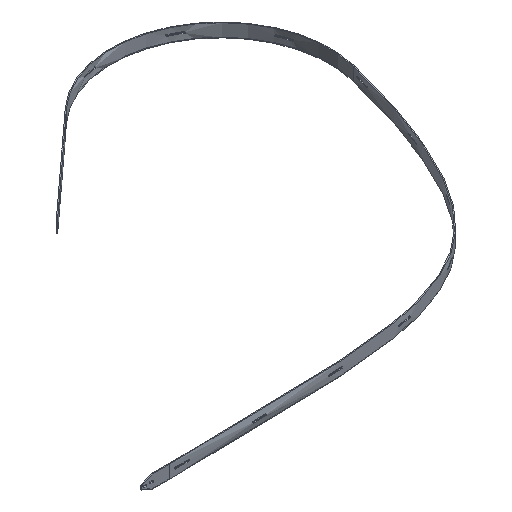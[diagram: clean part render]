
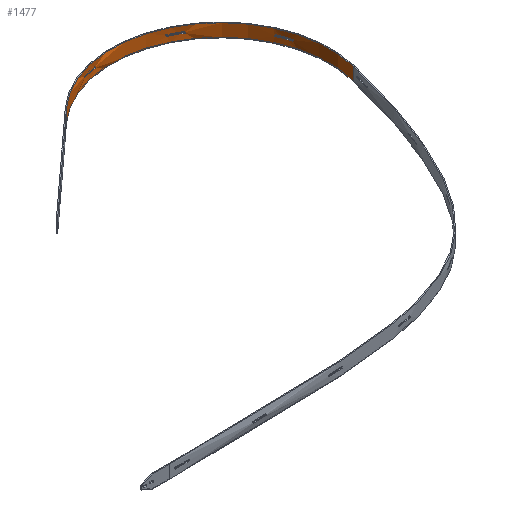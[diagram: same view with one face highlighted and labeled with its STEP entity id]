
A CAD part, isometric view. The second image highlights one B-rep face of the part: STEP entity #1477.
In plain terms, the highlighted cylindrical face has radius 250 mm (diameter 500 mm), a partial arc.
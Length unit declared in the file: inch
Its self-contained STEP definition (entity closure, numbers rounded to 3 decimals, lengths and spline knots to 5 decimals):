
#76=FACE_BOUND('',#227,.T.);
#77=FACE_BOUND('',#228,.T.);
#78=FACE_BOUND('',#229,.T.);
#91=CIRCLE('',#1560,9.84252);
#94=CIRCLE('',#1567,9.84252);
#101=CIRCLE('',#1580,9.84252);
#102=CIRCLE('',#1581,9.84252);
#103=CIRCLE('',#1582,9.84252);
#104=CIRCLE('',#1583,9.84252);
#105=CIRCLE('',#1584,9.84252);
#106=CIRCLE('',#1585,9.84252);
#110=CYLINDRICAL_SURFACE('',#1579,9.84252);
#129=FACE_OUTER_BOUND('',#226,.T.);
#226=EDGE_LOOP('',(#1135,#1136,#1137,#1138));
#227=EDGE_LOOP('',(#1139,#1140,#1141,#1142));
#228=EDGE_LOOP('',(#1143,#1144,#1145,#1146));
#229=EDGE_LOOP('',(#1147,#1148,#1149,#1150));
#329=LINE('',#2359,#485);
#370=LINE('',#2680,#526);
#371=LINE('',#2685,#527);
#372=LINE('',#2688,#528);
#373=LINE('',#2693,#529);
#374=LINE('',#2696,#530);
#375=LINE('',#2701,#531);
#376=LINE('',#2704,#532);
#485=VECTOR('',#1733,1.);
#526=VECTOR('',#1798,1.);
#527=VECTOR('',#1801,1.);
#528=VECTOR('',#1804,1.);
#529=VECTOR('',#1807,1.);
#530=VECTOR('',#1810,1.);
#531=VECTOR('',#1813,1.);
#532=VECTOR('',#1816,1.);
#631=VERTEX_POINT('',#2076);
#632=VERTEX_POINT('',#2104);
#641=VERTEX_POINT('',#2274);
#642=VERTEX_POINT('',#2276);
#719=VERTEX_POINT('',#2681);
#720=VERTEX_POINT('',#2682);
#721=VERTEX_POINT('',#2684);
#722=VERTEX_POINT('',#2686);
#723=VERTEX_POINT('',#2689);
#724=VERTEX_POINT('',#2690);
#725=VERTEX_POINT('',#2692);
#726=VERTEX_POINT('',#2694);
#727=VERTEX_POINT('',#2697);
#728=VERTEX_POINT('',#2698);
#729=VERTEX_POINT('',#2700);
#730=VERTEX_POINT('',#2702);
#785=EDGE_CURVE('',#631,#632,#91,.T.);
#799=EDGE_CURVE('',#642,#641,#94,.T.);
#801=EDGE_CURVE('',#642,#631,#329,.T.);
#880=EDGE_CURVE('',#641,#632,#370,.T.);
#881=EDGE_CURVE('',#719,#720,#101,.T.);
#882=EDGE_CURVE('',#720,#721,#371,.T.);
#883=EDGE_CURVE('',#721,#722,#102,.T.);
#884=EDGE_CURVE('',#722,#719,#372,.T.);
#885=EDGE_CURVE('',#723,#724,#103,.T.);
#886=EDGE_CURVE('',#724,#725,#373,.T.);
#887=EDGE_CURVE('',#725,#726,#104,.T.);
#888=EDGE_CURVE('',#726,#723,#374,.T.);
#889=EDGE_CURVE('',#727,#728,#105,.T.);
#890=EDGE_CURVE('',#728,#729,#375,.T.);
#891=EDGE_CURVE('',#729,#730,#106,.T.);
#892=EDGE_CURVE('',#730,#727,#376,.T.);
#1135=ORIENTED_EDGE('',*,*,#880,.T.);
#1136=ORIENTED_EDGE('',*,*,#785,.F.);
#1137=ORIENTED_EDGE('',*,*,#801,.F.);
#1138=ORIENTED_EDGE('',*,*,#799,.T.);
#1139=ORIENTED_EDGE('',*,*,#881,.T.);
#1140=ORIENTED_EDGE('',*,*,#882,.T.);
#1141=ORIENTED_EDGE('',*,*,#883,.T.);
#1142=ORIENTED_EDGE('',*,*,#884,.T.);
#1143=ORIENTED_EDGE('',*,*,#885,.T.);
#1144=ORIENTED_EDGE('',*,*,#886,.T.);
#1145=ORIENTED_EDGE('',*,*,#887,.T.);
#1146=ORIENTED_EDGE('',*,*,#888,.T.);
#1147=ORIENTED_EDGE('',*,*,#889,.T.);
#1148=ORIENTED_EDGE('',*,*,#890,.T.);
#1149=ORIENTED_EDGE('',*,*,#891,.T.);
#1150=ORIENTED_EDGE('',*,*,#892,.T.);
#1477=ADVANCED_FACE('',(#129,#76,#77,#78),#110,.F.);
#1560=AXIS2_PLACEMENT_3D('',#2105,#1708,#1709);
#1567=AXIS2_PLACEMENT_3D('',#2277,#1731,#1732);
#1579=AXIS2_PLACEMENT_3D('',#2679,#1796,#1797);
#1580=AXIS2_PLACEMENT_3D('',#2683,#1799,#1800);
#1581=AXIS2_PLACEMENT_3D('',#2687,#1802,#1803);
#1582=AXIS2_PLACEMENT_3D('',#2691,#1805,#1806);
#1583=AXIS2_PLACEMENT_3D('',#2695,#1808,#1809);
#1584=AXIS2_PLACEMENT_3D('',#2699,#1811,#1812);
#1585=AXIS2_PLACEMENT_3D('',#2703,#1814,#1815);
#1708=DIRECTION('center_axis',(0.,0.,1.));
#1709=DIRECTION('ref_axis',(0.97,-0.244,0.));
#1731=DIRECTION('center_axis',(0.,0.,1.));
#1732=DIRECTION('ref_axis',(0.97,-0.244,0.));
#1733=DIRECTION('',(0.,0.,-1.));
#1796=DIRECTION('center_axis',(0.,0.,-1.));
#1797=DIRECTION('ref_axis',(-1.,0.,0.));
#1798=DIRECTION('',(0.,0.,-1.));
#1799=DIRECTION('center_axis',(0.,0.,-1.));
#1800=DIRECTION('ref_axis',(0.91,0.414,0.));
#1801=DIRECTION('',(0.,0.,-1.));
#1802=DIRECTION('center_axis',(0.,0.,1.));
#1803=DIRECTION('ref_axis',(0.955,0.295,0.));
#1804=DIRECTION('',(0.,0.,1.));
#1805=DIRECTION('center_axis',(0.,0.,-1.));
#1806=DIRECTION('ref_axis',(0.413,0.911,0.));
#1807=DIRECTION('',(0.,0.,-1.));
#1808=DIRECTION('center_axis',(0.,0.,1.));
#1809=DIRECTION('ref_axis',(0.525,0.851,0.));
#1810=DIRECTION('',(0.,0.,1.));
#1811=DIRECTION('center_axis',(0.,0.,-1.));
#1812=DIRECTION('ref_axis',(-0.289,0.957,0.));
#1813=DIRECTION('',(0.,0.,-1.));
#1814=DIRECTION('center_axis',(0.,0.,1.));
#1815=DIRECTION('ref_axis',(-0.164,0.986,0.));
#1816=DIRECTION('',(0.,0.,1.));
#2076=CARTESIAN_POINT('',(41.8897,22.83465,-0.59055));
#2104=CARTESIAN_POINT('',(25.71458,32.5087,-0.59055));
#2105=CARTESIAN_POINT('Origin',(32.34403,25.2337,-0.59055));
#2274=CARTESIAN_POINT('',(25.71458,32.5087,0.59055));
#2276=CARTESIAN_POINT('',(41.8897,22.83465,0.59055));
#2277=CARTESIAN_POINT('Origin',(32.34403,25.2337,0.59055));
#2359=CARTESIAN_POINT('',(41.8897,22.83465,0.59055));
#2679=CARTESIAN_POINT('Origin',(32.34403,25.2337,0.64961));
#2680=CARTESIAN_POINT('',(25.71458,32.5087,0.59055));
#2681=CARTESIAN_POINT('',(41.30183,29.31206,0.04134));
#2682=CARTESIAN_POINT('',(41.74821,28.13829,0.04134));
#2683=CARTESIAN_POINT('Origin',(32.34403,25.2337,0.04134));
#2684=CARTESIAN_POINT('',(41.74821,28.13829,-0.04134));
#2685=CARTESIAN_POINT('',(41.74821,28.13829,0.04134));
#2686=CARTESIAN_POINT('',(41.30183,29.31206,-0.04134));
#2687=CARTESIAN_POINT('Origin',(32.34403,25.2337,-0.04134));
#2688=CARTESIAN_POINT('',(41.30183,29.31206,-0.04134));
#2689=CARTESIAN_POINT('',(36.40575,34.19906,0.04134));
#2690=CARTESIAN_POINT('',(37.51423,33.60892,0.04134));
#2691=CARTESIAN_POINT('Origin',(32.34403,25.2337,0.04134));
#2692=CARTESIAN_POINT('',(37.51423,33.60892,-0.04134));
#2693=CARTESIAN_POINT('',(37.51423,33.60892,0.04134));
#2694=CARTESIAN_POINT('',(36.40575,34.19906,-0.04134));
#2695=CARTESIAN_POINT('Origin',(32.34403,25.2337,-0.04134));
#2696=CARTESIAN_POINT('',(36.40575,34.19906,-0.04134));
#2697=CARTESIAN_POINT('',(29.50326,34.65735,0.04134));
#2698=CARTESIAN_POINT('',(30.72628,34.94236,0.04134));
#2699=CARTESIAN_POINT('Origin',(32.34403,25.2337,0.04134));
#2700=CARTESIAN_POINT('',(30.72628,34.94236,-0.04134));
#2701=CARTESIAN_POINT('',(30.72628,34.94236,0.04134));
#2702=CARTESIAN_POINT('',(29.50326,34.65735,-0.04134));
#2703=CARTESIAN_POINT('Origin',(32.34403,25.2337,-0.04134));
#2704=CARTESIAN_POINT('',(29.50326,34.65735,-0.04134));
